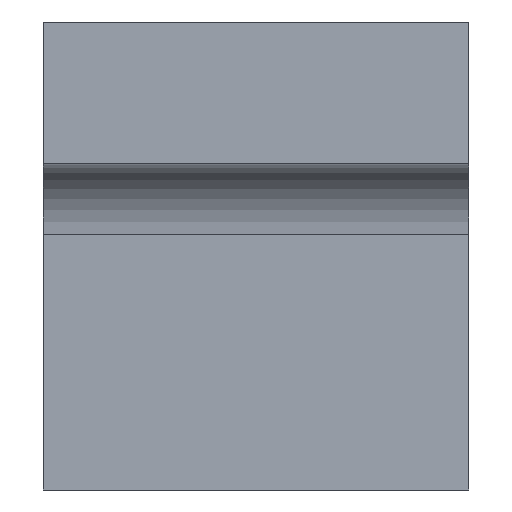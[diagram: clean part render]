
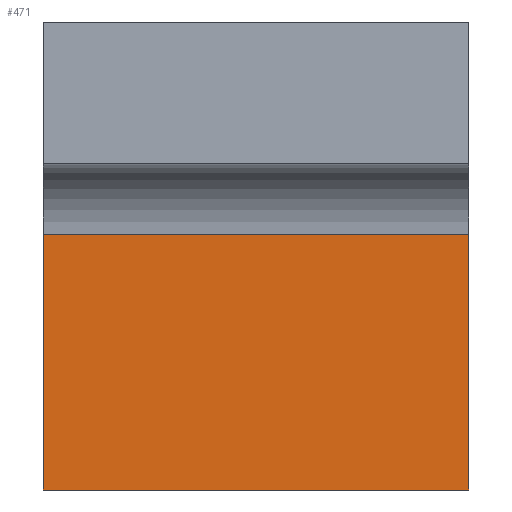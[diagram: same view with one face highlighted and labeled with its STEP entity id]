
A CAD part, front view. The second image highlights one B-rep face of the part: STEP entity #471.
In plain terms, the highlighted planar face has unit normal (0, -1, 0).
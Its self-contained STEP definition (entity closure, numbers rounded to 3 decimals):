
#444=AXIS2_PLACEMENT_3D('Plane Axis2P3D',#441,#442,#443) ;
#273=CARTESIAN_POINT('Vertex',(15.,-14.,-15.)) ;
#276=CARTESIAN_POINT('Line Origine',(15.,-14.,-24.)) ;
#280=CARTESIAN_POINT('Vertex',(15.,-14.,-33.)) ;
#441=CARTESIAN_POINT('Axis2P3D Location',(0.,-14.,-15.)) ;
#446=CARTESIAN_POINT('Line Origine',(0.,-14.,-15.)) ;
#450=CARTESIAN_POINT('Vertex',(-15.,-14.,-15.)) ;
#453=CARTESIAN_POINT('Line Origine',(-15.,-14.,-24.)) ;
#457=CARTESIAN_POINT('Vertex',(-15.,-14.,-33.)) ;
#460=CARTESIAN_POINT('Line Origine',(0.,-14.,-33.)) ;
#277=DIRECTION('Vector Direction',(0.,0.,-1.)) ;
#442=DIRECTION('Axis2P3D Direction',(0.,-1.,0.)) ;
#443=DIRECTION('Axis2P3D XDirection',(0.,0.,-1.)) ;
#447=DIRECTION('Vector Direction',(1.,0.,0.)) ;
#454=DIRECTION('Vector Direction',(0.,0.,-1.)) ;
#461=DIRECTION('Vector Direction',(1.,0.,0.)) ;
#278=VECTOR('Line Direction',#277,1.) ;
#448=VECTOR('Line Direction',#447,1.) ;
#455=VECTOR('Line Direction',#454,1.) ;
#462=VECTOR('Line Direction',#461,1.) ;
#466=ORIENTED_EDGE('',*,*,#282,.T.) ;
#467=ORIENTED_EDGE('',*,*,#452,.F.) ;
#468=ORIENTED_EDGE('',*,*,#459,.F.) ;
#469=ORIENTED_EDGE('',*,*,#464,.T.) ;
#471=ADVANCED_FACE('Adapter_hinten_(2x)',(#470),#445,.T.) ;
#282=EDGE_CURVE('',#281,#274,#279,.F.) ;
#452=EDGE_CURVE('',#451,#274,#449,.T.) ;
#459=EDGE_CURVE('',#458,#451,#456,.F.) ;
#464=EDGE_CURVE('',#458,#281,#463,.T.) ;
#465=EDGE_LOOP('',(#466,#467,#468,#469)) ;
#470=FACE_OUTER_BOUND('',#465,.T.) ;
#279=LINE('Line',#276,#278) ;
#449=LINE('Line',#446,#448) ;
#456=LINE('Line',#453,#455) ;
#463=LINE('Line',#460,#462) ;
#445=PLANE('',#444) ;
#274=VERTEX_POINT('',#273) ;
#281=VERTEX_POINT('',#280) ;
#451=VERTEX_POINT('',#450) ;
#458=VERTEX_POINT('',#457) ;
